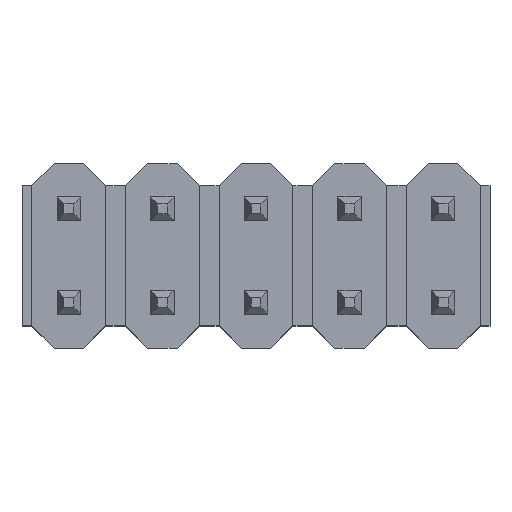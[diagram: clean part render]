
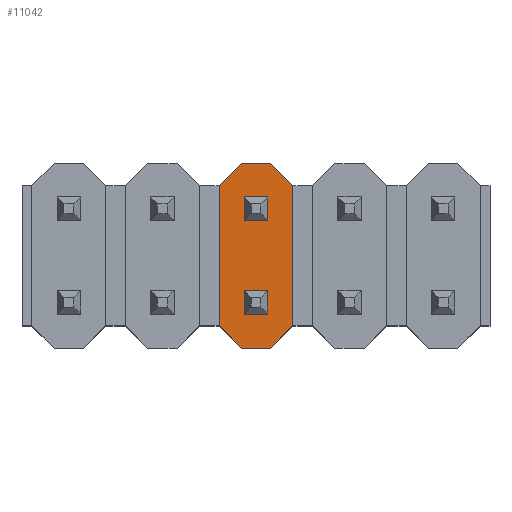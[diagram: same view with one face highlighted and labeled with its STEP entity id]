
A CAD part, top view. The second image highlights one B-rep face of the part: STEP entity #11042.
In plain terms, the highlighted planar face has unit normal (0, 0, 1).
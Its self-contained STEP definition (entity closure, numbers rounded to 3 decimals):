
#191 = CARTESIAN_POINT ( 'NONE',  ( 2.18, -1.59, 2.5 ) ) ;
#270 = VERTEX_POINT ( 'NONE', #8092 ) ;
#309 = DIRECTION ( 'NONE',  ( 1., 0., 0. ) ) ;
#328 = VERTEX_POINT ( 'NONE', #3880 ) ;
#340 = ORIENTED_EDGE ( 'NONE', *, *, #10838, .T. ) ;
#376 = LINE ( 'NONE', #10923, #4294 ) ;
#531 = VERTEX_POINT ( 'NONE', #2888 ) ;
#565 = EDGE_CURVE ( 'NONE', #4858, #1400, #2074, .T. ) ;
#632 = LINE ( 'NONE', #1100, #11243 ) ;
#678 = LINE ( 'NONE', #6732, #6116 ) ;
#760 = DIRECTION ( 'NONE',  ( 1., 0., 0. ) ) ;
#950 = ORIENTED_EDGE ( 'NONE', *, *, #7052, .T. ) ;
#983 = VECTOR ( 'NONE', #5496, 1000. ) ;
#1043 = CARTESIAN_POINT ( 'NONE',  ( 4.76, -1.59, 2.5 ) ) ;
#1100 = CARTESIAN_POINT ( 'NONE',  ( 5.48, -2.5, 2.5 ) ) ;
#1139 = DIRECTION ( 'NONE',  ( -1., 0., 0. ) ) ;
#1156 = ORIENTED_EDGE ( 'NONE', *, *, #6952, .T. ) ;
#1281 = VECTOR ( 'NONE', #1139, 1000. ) ;
#1375 = VERTEX_POINT ( 'NONE', #4649 ) ;
#1400 = VERTEX_POINT ( 'NONE', #9155 ) ;
#1500 = EDGE_CURVE ( 'NONE', #11404, #5728, #3507, .T. ) ;
#1611 = CARTESIAN_POINT ( 'NONE',  ( 2.18, 0., 2.5 ) ) ;
#1657 = VERTEX_POINT ( 'NONE', #7829 ) ;
#1679 = CARTESIAN_POINT ( 'NONE',  ( 5.4, 0., 2.5 ) ) ;
#1844 = ORIENTED_EDGE ( 'NONE', *, *, #10732, .T. ) ;
#1916 = ORIENTED_EDGE ( 'NONE', *, *, #7915, .T. ) ;
#1978 = CARTESIAN_POINT ( 'NONE',  ( 5.4, 0., 2.5 ) ) ;
#2074 = LINE ( 'NONE', #6647, #5268 ) ;
#2129 = CARTESIAN_POINT ( 'NONE',  ( 2.18, 1.59, 2.5 ) ) ;
#2192 = FACE_BOUND ( 'NONE', #10111, .T. ) ;
#2249 = VERTEX_POINT ( 'NONE', #7812 ) ;
#2413 = EDGE_LOOP ( 'NONE', ( #6852, #6978, #6453, #1844, #950, #5544, #8206, #340 ) ) ;
#2544 = VECTOR ( 'NONE', #7449, 1000. ) ;
#2598 = EDGE_CURVE ( 'NONE', #4767, #11404, #10528, .T. ) ;
#2646 = DIRECTION ( 'NONE',  ( -0.707, -0.707, 0. ) ) ;
#2675 = EDGE_CURVE ( 'NONE', #2249, #1375, #3448, .T. ) ;
#2888 = CARTESIAN_POINT ( 'NONE',  ( 6.08, -1.9, 2.5 ) ) ;
#2906 = ORIENTED_EDGE ( 'NONE', *, *, #1500, .T. ) ;
#2907 = LINE ( 'NONE', #1978, #983 ) ;
#2986 = FACE_OUTER_BOUND ( 'NONE', #2413, .T. ) ;
#3125 = EDGE_CURVE ( 'NONE', #10319, #531, #11395, .T. ) ;
#3156 = EDGE_CURVE ( 'NONE', #9758, #531, #632, .T. ) ;
#3448 = LINE ( 'NONE', #9525, #8927 ) ;
#3482 = EDGE_CURVE ( 'NONE', #1657, #4767, #5482, .T. ) ;
#3507 = LINE ( 'NONE', #6335, #6553 ) ;
#3754 = CARTESIAN_POINT ( 'NONE',  ( 2.18, 0.95, 2.5 ) ) ;
#3860 = LINE ( 'NONE', #2129, #2544 ) ;
#3880 = CARTESIAN_POINT ( 'NONE',  ( 5.4, 0.95, 2.5 ) ) ;
#3932 = CARTESIAN_POINT ( 'NONE',  ( 5.48, 2.5, 2.5 ) ) ;
#3972 = ORIENTED_EDGE ( 'NONE', *, *, #565, .T. ) ;
#4294 = VECTOR ( 'NONE', #309, 1000. ) ;
#4341 = EDGE_CURVE ( 'NONE', #328, #4858, #5368, .T. ) ;
#4390 = CARTESIAN_POINT ( 'NONE',  ( 5.4, -0.95, 2.5 ) ) ;
#4649 = CARTESIAN_POINT ( 'NONE',  ( 4.08, 1.9, 2.5 ) ) ;
#4678 = DIRECTION ( 'NONE',  ( 0., 1., 0. ) ) ;
#4767 = VERTEX_POINT ( 'NONE', #1043 ) ;
#4858 = VERTEX_POINT ( 'NONE', #5446 ) ;
#5024 = DIRECTION ( 'NONE',  ( 0., 0., -1. ) ) ;
#5103 = ORIENTED_EDGE ( 'NONE', *, *, #2598, .T. ) ;
#5132 = DIRECTION ( 'NONE',  ( 0., 1., 0. ) ) ;
#5226 = AXIS2_PLACEMENT_3D ( 'NONE', #1611, #5024, #8536 ) ;
#5268 = VECTOR ( 'NONE', #4678, 1000. ) ;
#5368 = LINE ( 'NONE', #3754, #8085 ) ;
#5381 = DIRECTION ( 'NONE',  ( 0.707, 0.707, 0. ) ) ;
#5423 = CARTESIAN_POINT ( 'NONE',  ( 4.68, 2.5, 2.5 ) ) ;
#5446 = CARTESIAN_POINT ( 'NONE',  ( 4.76, 0.95, 2.5 ) ) ;
#5466 = EDGE_CURVE ( 'NONE', #5728, #1657, #2907, .T. ) ;
#5482 = LINE ( 'NONE', #191, #1281 ) ;
#5496 = DIRECTION ( 'NONE',  ( 0., -1., 0. ) ) ;
#5544 = ORIENTED_EDGE ( 'NONE', *, *, #2675, .F. ) ;
#5618 = CARTESIAN_POINT ( 'NONE',  ( 5.4, 1.59, 2.5 ) ) ;
#5728 = VERTEX_POINT ( 'NONE', #4390 ) ;
#5806 = VERTEX_POINT ( 'NONE', #3932 ) ;
#5899 = LINE ( 'NONE', #1679, #9075 ) ;
#6116 = VECTOR ( 'NONE', #8678, 1000. ) ;
#6134 = CARTESIAN_POINT ( 'NONE',  ( 4.76, 0., 2.5 ) ) ;
#6173 = EDGE_CURVE ( 'NONE', #2249, #270, #6844, .T. ) ;
#6317 = VECTOR ( 'NONE', #7281, 1000. ) ;
#6335 = CARTESIAN_POINT ( 'NONE',  ( 2.18, -0.95, 2.5 ) ) ;
#6445 = CARTESIAN_POINT ( 'NONE',  ( 6.08, 1.9, 2.5 ) ) ;
#6453 = ORIENTED_EDGE ( 'NONE', *, *, #7609, .T. ) ;
#6553 = VECTOR ( 'NONE', #760, 1000. ) ;
#6647 = CARTESIAN_POINT ( 'NONE',  ( 4.76, 0., 2.5 ) ) ;
#6669 = CARTESIAN_POINT ( 'NONE',  ( 4.68, 2.5, 2.5 ) ) ;
#6732 = CARTESIAN_POINT ( 'NONE',  ( 5.48, 2.5, 2.5 ) ) ;
#6844 = LINE ( 'NONE', #7673, #8035 ) ;
#6852 = ORIENTED_EDGE ( 'NONE', *, *, #3156, .T. ) ;
#6908 = VECTOR ( 'NONE', #8826, 1000. ) ;
#6952 = EDGE_CURVE ( 'NONE', #1400, #9531, #3860, .T. ) ;
#6978 = ORIENTED_EDGE ( 'NONE', *, *, #3125, .F. ) ;
#7052 = EDGE_CURVE ( 'NONE', #11232, #1375, #7694, .T. ) ;
#7053 = ORIENTED_EDGE ( 'NONE', *, *, #5466, .T. ) ;
#7281 = DIRECTION ( 'NONE',  ( -1., 0., 0. ) ) ;
#7449 = DIRECTION ( 'NONE',  ( 1., 0., 0. ) ) ;
#7473 = CARTESIAN_POINT ( 'NONE',  ( 5.48, -2.5, 2.5 ) ) ;
#7609 = EDGE_CURVE ( 'NONE', #10319, #5806, #678, .T. ) ;
#7673 = CARTESIAN_POINT ( 'NONE',  ( 4.68, -2.5, 2.5 ) ) ;
#7694 = LINE ( 'NONE', #11204, #8596 ) ;
#7812 = CARTESIAN_POINT ( 'NONE',  ( 4.08, -1.9, 2.5 ) ) ;
#7829 = CARTESIAN_POINT ( 'NONE',  ( 5.4, -1.59, 2.5 ) ) ;
#7915 = EDGE_CURVE ( 'NONE', #9531, #328, #5899, .T. ) ;
#8035 = VECTOR ( 'NONE', #10372, 1000. ) ;
#8085 = VECTOR ( 'NONE', #8887, 1000. ) ;
#8092 = CARTESIAN_POINT ( 'NONE',  ( 4.68, -2.5, 2.5 ) ) ;
#8187 = FACE_BOUND ( 'NONE', #9256, .T. ) ;
#8206 = ORIENTED_EDGE ( 'NONE', *, *, #6173, .T. ) ;
#8256 = CARTESIAN_POINT ( 'NONE',  ( 4.76, -0.95, 2.5 ) ) ;
#8491 = VECTOR ( 'NONE', #10548, 1000. ) ;
#8536 = DIRECTION ( 'NONE',  ( -1., 0., 0. ) ) ;
#8596 = VECTOR ( 'NONE', #2646, 1000. ) ;
#8678 = DIRECTION ( 'NONE',  ( -0.707, 0.707, 0. ) ) ;
#8826 = DIRECTION ( 'NONE',  ( 0., 1., 0. ) ) ;
#8887 = DIRECTION ( 'NONE',  ( -1., 0., 0. ) ) ;
#8927 = VECTOR ( 'NONE', #5132, 1000. ) ;
#8955 = LINE ( 'NONE', #5423, #6317 ) ;
#9075 = VECTOR ( 'NONE', #10522, 1000. ) ;
#9155 = CARTESIAN_POINT ( 'NONE',  ( 4.76, 1.59, 2.5 ) ) ;
#9178 = PLANE ( 'NONE',  #5226 ) ;
#9256 = EDGE_LOOP ( 'NONE', ( #1156, #1916, #10985, #3972 ) ) ;
#9525 = CARTESIAN_POINT ( 'NONE',  ( 4.08, 1.9, 2.5 ) ) ;
#9531 = VERTEX_POINT ( 'NONE', #5618 ) ;
#9758 = VERTEX_POINT ( 'NONE', #7473 ) ;
#10111 = EDGE_LOOP ( 'NONE', ( #7053, #10511, #5103, #2906 ) ) ;
#10319 = VERTEX_POINT ( 'NONE', #6445 ) ;
#10325 = CARTESIAN_POINT ( 'NONE',  ( 6.08, 1.9, 2.5 ) ) ;
#10372 = DIRECTION ( 'NONE',  ( 0.707, -0.707, 0. ) ) ;
#10511 = ORIENTED_EDGE ( 'NONE', *, *, #3482, .T. ) ;
#10522 = DIRECTION ( 'NONE',  ( 0., -1., 0. ) ) ;
#10528 = LINE ( 'NONE', #6134, #6908 ) ;
#10548 = DIRECTION ( 'NONE',  ( 0., -1., 0. ) ) ;
#10732 = EDGE_CURVE ( 'NONE', #5806, #11232, #8955, .T. ) ;
#10838 = EDGE_CURVE ( 'NONE', #270, #9758, #376, .T. ) ;
#10923 = CARTESIAN_POINT ( 'NONE',  ( 4.68, -2.5, 2.5 ) ) ;
#10985 = ORIENTED_EDGE ( 'NONE', *, *, #4341, .T. ) ;
#11042 = ADVANCED_FACE ( 'NONE', ( #2192, #8187, #2986 ), #9178, .F. ) ;
#11204 = CARTESIAN_POINT ( 'NONE',  ( 4.68, 2.5, 2.5 ) ) ;
#11232 = VERTEX_POINT ( 'NONE', #6669 ) ;
#11243 = VECTOR ( 'NONE', #5381, 1000. ) ;
#11395 = LINE ( 'NONE', #10325, #8491 ) ;
#11404 = VERTEX_POINT ( 'NONE', #8256 ) ;
